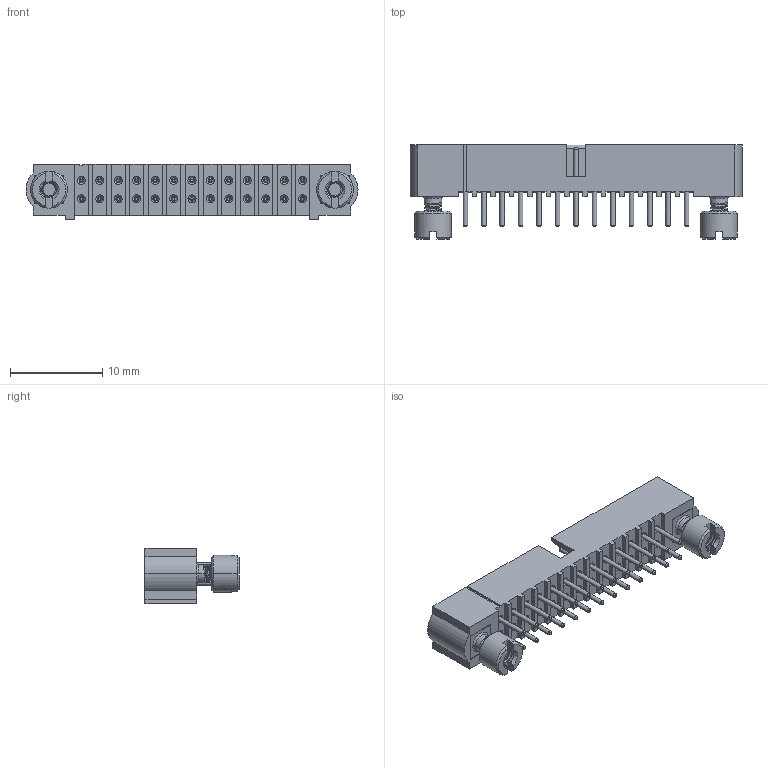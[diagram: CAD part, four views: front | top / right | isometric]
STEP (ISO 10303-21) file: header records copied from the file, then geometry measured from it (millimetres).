
FILE_DESCRIPTION(('STEP AP242'),'1');
FILE_NAME('m80-5102622.stp','2024-06-15T05:54:48',('TraceParts'),('TraceParts S.A.'),'Spatial InterOp 3D',' ',' ');
FILE_SCHEMA(('AP242_MANAGED_MODEL_BASED_3D_ENGINEERING_MIM_LF {1 0 10303 442 1 1 4}'));
Length unit declared in the file: millimetre
Products named in the file (1): m80-5102622_1
Bounding box: 36 x 10.2 x 6.05 mm (x, y, z)
Volume: 712.5 mm3; surface area: 2000 mm2
Topology: 31 solids, 31 shells, 1109 faces, 2605 edges, 1590 vertices
Faces by surface type: plane 431, cylinder 284, cone 204, bspline 182, torus 8
Entity records: 60896 total; most frequent: CARTESIAN_POINT 22211, ORIENTED_EDGE 5202, DIRECTION 4889, STYLED_ITEM 2734, PRESENTATION_STYLE_ASSIGNMENT 2734, COLOUR_RGB 2734, EDGE_CURVE 2601, CURVE_STYLE 2573
